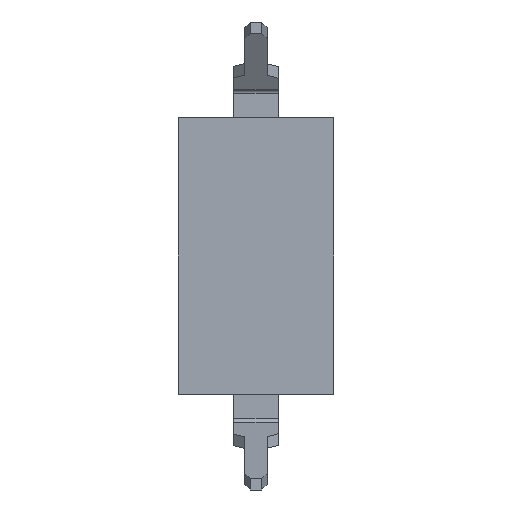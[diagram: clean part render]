
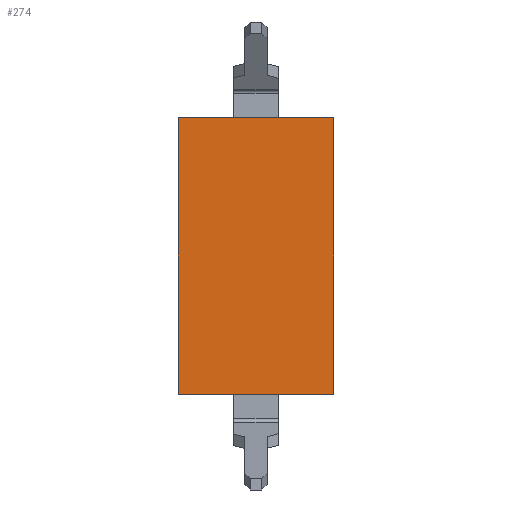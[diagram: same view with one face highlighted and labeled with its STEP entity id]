
A CAD part, front view. The second image highlights one B-rep face of the part: STEP entity #274.
In plain terms, the highlighted planar face has unit normal (0, -1, 0).
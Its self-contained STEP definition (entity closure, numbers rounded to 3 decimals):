
#274=ADVANCED_FACE('',(#668),#669,.F.);
#504=EDGE_CURVE('',#976,#969,#979,.T.);
#508=EDGE_CURVE('',#982,#985,#986,.T.);
#514=EDGE_CURVE('',#976,#985,#993,.T.);
#516=EDGE_CURVE('',#969,#982,#995,.T.);
#668=FACE_OUTER_BOUND('',#1137,.T.);
#669=PLANE('',#1138);
#969=VERTEX_POINT('',#1647);
#976=VERTEX_POINT('',#1658);
#979=LINE('',#1663,#1664);
#982=VERTEX_POINT('',#1668);
#985=VERTEX_POINT('',#1673);
#986=LINE('',#1674,#1675);
#993=LINE('',#1687,#1688);
#995=LINE('',#1691,#1692);
#1137=EDGE_LOOP('',(#2091,#2092,#2093,#2094));
#1138=AXIS2_PLACEMENT_3D('',#2095,#2096,#2097);
#1647=CARTESIAN_POINT('',(1.74,4.0,3.1));
#1658=CARTESIAN_POINT('',(-1.74,4.0,3.1));
#1663=CARTESIAN_POINT('',(0.0,4.0,3.1));
#1664=VECTOR('',#2253,1.0);
#1668=CARTESIAN_POINT('',(1.74,4.0,-3.1));
#1673=CARTESIAN_POINT('',(-1.74,4.0,-3.1));
#1674=CARTESIAN_POINT('',(0.0,4.0,-3.1));
#1675=VECTOR('',#2255,1.0);
#1687=CARTESIAN_POINT('',(-1.74,4.0,0.0));
#1688=VECTOR('',#2258,1.0);
#1691=CARTESIAN_POINT('',(1.74,4.0,0.0));
#1692=VECTOR('',#2259,1.0);
#2091=ORIENTED_EDGE('',*,*,#514,.T.);
#2092=ORIENTED_EDGE('',*,*,#508,.F.);
#2093=ORIENTED_EDGE('',*,*,#516,.F.);
#2094=ORIENTED_EDGE('',*,*,#504,.F.);
#2095=CARTESIAN_POINT('',(0.0,4.0,0.0));
#2096=DIRECTION('',(-0.0,1.0,0.0));
#2097=DIRECTION('',(1.0,0.0,0.0));
#2253=DIRECTION('',(1.0,0.0,0.0));
#2255=DIRECTION('',(-1.0,0.0,0.0));
#2258=DIRECTION('',(0.0,0.0,-1.0));
#2259=DIRECTION('',(0.0,0.0,-1.0));
